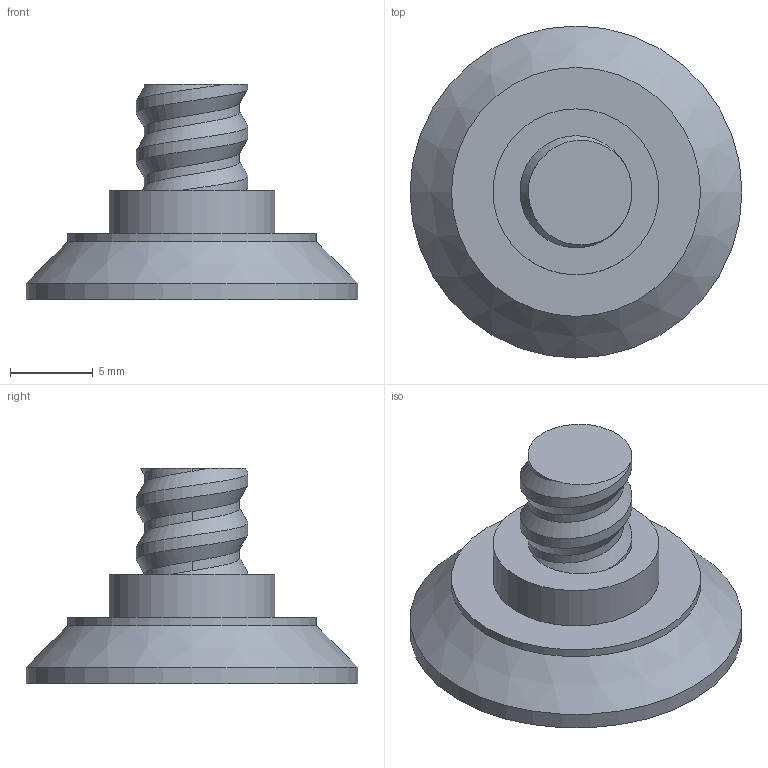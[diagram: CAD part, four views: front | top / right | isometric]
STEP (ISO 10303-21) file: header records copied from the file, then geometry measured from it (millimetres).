
FILE_DESCRIPTION(('HOOPS Exchange Step'),'2;1');
FILE_NAME('temp_export','2024-11-15T21:06:19+01:00',('ddanier'),('Shapr3D Limited'),'HOOPS Exchange 2024.6','Shapr3D','Authorized');
FILE_SCHEMA( ('AP242_MANAGED_MODEL_BASED_3D_ENGINEERING_MIM_LF {1 0 10303 442 1 1 4 }') );
Length unit declared in the file: millimetre
Products named in the file (1): Small, Hex (6mm)
Bounding box: 20 x 20 x 13 mm (x, y, z)
Volume: 1323.4 mm3; surface area: 1056.7 mm2
Topology: 1 solids, 1 shells, 24 faces, 59 edges, 40 vertices
Faces by surface type: plane 11, cylinder 10, bspline 2, cone 1
Full cylindrical faces by diameter (mm): 5.747 x2, 6.747 x1, 10 x1, 15 x1, 20 x1
Entity records: 2504 total; most frequent: CARTESIAN_POINT 1934, ORIENTED_EDGE 118, DIRECTION 105, EDGE_CURVE 59, VERTEX_POINT 40, AXIS2_PLACEMENT_3D 39, VECTOR 27, LINE 27
